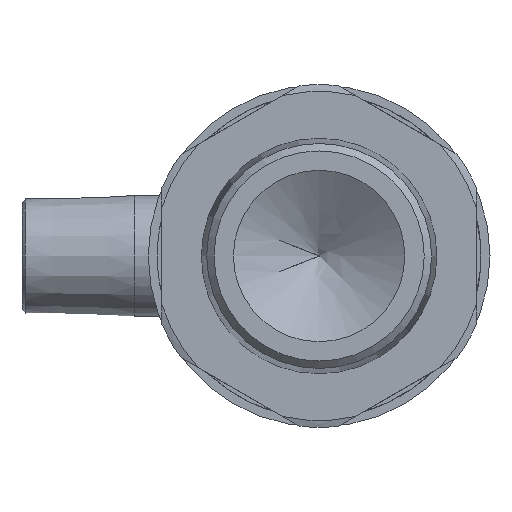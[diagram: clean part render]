
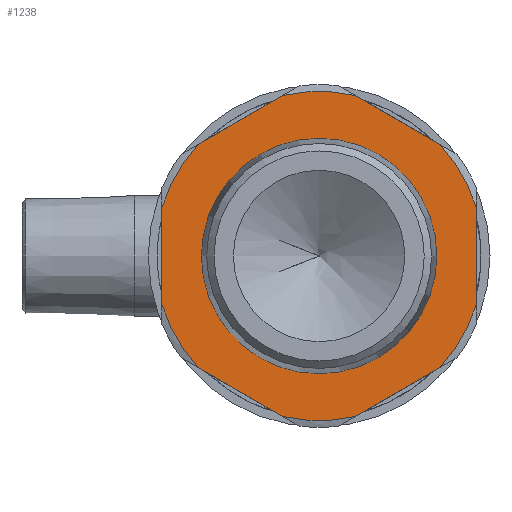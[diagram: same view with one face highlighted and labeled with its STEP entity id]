
A CAD part, left-side view. The second image highlights one B-rep face of the part: STEP entity #1238.
In plain terms, the highlighted planar face has unit normal (-1, 0, 0).
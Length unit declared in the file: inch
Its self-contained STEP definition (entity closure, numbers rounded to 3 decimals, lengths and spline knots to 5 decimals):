
#174=CARTESIAN_POINT('',(-2.96454,1.39553,0.0));
#175=VERTEX_POINT('',#174);
#176=CARTESIAN_POINT('',(-2.96454,0.88053,0.0));
#177=DIRECTION('',(1.0,0.0,0.0));
#178=DIRECTION('',(0.0,1.0,0.0));
#179=AXIS2_PLACEMENT_3D('',#176,#177,#178);
#180=CIRCLE('',#179,0.515);
#181=EDGE_CURVE('',#175,#175,#180,.T.);
#208=CARTESIAN_POINT('',(-2.96454,0.72156,0.70208));
#209=VERTEX_POINT('',#208);
#226=CARTESIAN_POINT('',(-2.96454,1.0395,0.70208));
#227=VERTEX_POINT('',#226);
#235=CARTESIAN_POINT('',(-2.96454,0.88053,0.0));
#236=DIRECTION('',(-1.0,0.0,0.0));
#237=DIRECTION('',(0.0,1.0,0.0));
#238=AXIS2_PLACEMENT_3D('',#235,#236,#237);
#239=CIRCLE('',#238,0.71985);
#240=EDGE_CURVE('',#209,#227,#239,.T.);
#264=CARTESIAN_POINT('',(-2.96454,0.19303,0.21337));
#265=VERTEX_POINT('',#264);
#282=CARTESIAN_POINT('',(-2.96454,0.352,0.48871));
#283=VERTEX_POINT('',#282);
#291=CARTESIAN_POINT('',(-2.96454,0.88053,0.0));
#292=DIRECTION('',(-1.0,0.0,0.0));
#293=DIRECTION('',(0.0,1.0,0.0));
#294=AXIS2_PLACEMENT_3D('',#291,#292,#293);
#295=CIRCLE('',#294,0.71985);
#296=EDGE_CURVE('',#265,#283,#295,.T.);
#320=CARTESIAN_POINT('',(-2.96454,0.352,-0.48871));
#321=VERTEX_POINT('',#320);
#340=CARTESIAN_POINT('',(-2.96454,0.19303,-0.21337));
#341=VERTEX_POINT('',#340);
#349=CARTESIAN_POINT('',(-2.96454,0.88053,0.0));
#350=DIRECTION('',(-1.0,0.0,0.0));
#351=DIRECTION('',(0.0,1.0,0.0));
#352=AXIS2_PLACEMENT_3D('',#349,#350,#351);
#353=CIRCLE('',#352,0.71985);
#354=EDGE_CURVE('',#321,#341,#353,.T.);
#378=CARTESIAN_POINT('',(-2.96454,1.0395,-0.70208));
#379=VERTEX_POINT('',#378);
#396=CARTESIAN_POINT('',(-2.96454,0.72156,-0.70208));
#397=VERTEX_POINT('',#396);
#407=CARTESIAN_POINT('',(-2.96454,0.88053,0.0));
#408=DIRECTION('',(-1.0,0.0,0.0));
#409=DIRECTION('',(0.0,1.0,0.0));
#410=AXIS2_PLACEMENT_3D('',#407,#408,#409);
#411=CIRCLE('',#410,0.71985);
#412=EDGE_CURVE('',#379,#397,#411,.T.);
#436=CARTESIAN_POINT('',(-2.96454,1.56803,-0.21337));
#437=VERTEX_POINT('',#436);
#454=CARTESIAN_POINT('',(-2.96454,1.40906,-0.48871));
#455=VERTEX_POINT('',#454);
#463=CARTESIAN_POINT('',(-2.96454,0.88053,0.0));
#464=DIRECTION('',(-1.0,0.0,0.0));
#465=DIRECTION('',(0.0,1.0,0.0));
#466=AXIS2_PLACEMENT_3D('',#463,#464,#465);
#467=CIRCLE('',#466,0.71985);
#468=EDGE_CURVE('',#437,#455,#467,.T.);
#886=CARTESIAN_POINT('',(-2.96454,1.40906,0.48871));
#887=VERTEX_POINT('',#886);
#904=CARTESIAN_POINT('',(-2.96454,1.56803,0.21337));
#905=VERTEX_POINT('',#904);
#913=CARTESIAN_POINT('',(-2.96454,0.88053,0.0));
#914=DIRECTION('',(-1.0,0.0,0.0));
#915=DIRECTION('',(0.0,1.0,0.0));
#916=AXIS2_PLACEMENT_3D('',#913,#914,#915);
#917=CIRCLE('',#916,0.71985);
#918=EDGE_CURVE('',#887,#905,#917,.T.);
#1034=CARTESIAN_POINT('',(-2.96454,1.56803,-0.21337));
#1035=DIRECTION('',(0.0,0.0,1.0));
#1036=VECTOR('',#1035,0.42673);
#1037=LINE('',#1034,#1036);
#1038=EDGE_CURVE('',#437,#905,#1037,.T.);
#1076=CARTESIAN_POINT('',(-2.96454,1.0395,-0.70208));
#1077=DIRECTION('',(0.0,0.866,0.5));
#1078=VECTOR('',#1077,0.42673);
#1079=LINE('',#1076,#1078);
#1080=EDGE_CURVE('',#379,#455,#1079,.T.);
#1118=CARTESIAN_POINT('',(-2.96454,0.352,-0.48871));
#1119=DIRECTION('',(0.0,0.866,-0.5));
#1120=VECTOR('',#1119,0.42673);
#1121=LINE('',#1118,#1120);
#1122=EDGE_CURVE('',#321,#397,#1121,.T.);
#1160=CARTESIAN_POINT('',(-2.96454,0.19303,0.21337));
#1161=DIRECTION('',(0.0,0.0,-1.0));
#1162=VECTOR('',#1161,0.42673);
#1163=LINE('',#1160,#1162);
#1164=EDGE_CURVE('',#265,#341,#1163,.T.);
#1202=CARTESIAN_POINT('',(-2.96454,0.72156,0.70208));
#1203=DIRECTION('',(0.0,-0.866,-0.5));
#1204=VECTOR('',#1203,0.42673);
#1205=LINE('',#1202,#1204);
#1206=EDGE_CURVE('',#209,#283,#1205,.T.);
#1211=CARTESIAN_POINT('',(-2.96454,0.88053,0.));
#1212=DIRECTION('',(1.0,0.0,0.0));
#1213=DIRECTION('',(0.0,0.0,-1.0));
#1214=AXIS2_PLACEMENT_3D('',#1211,#1212,#1213);
#1215=PLANE('',#1214);
#1216=ORIENTED_EDGE('',*,*,#918,.T.);
#1217=ORIENTED_EDGE('',*,*,#1038,.F.);
#1218=ORIENTED_EDGE('',*,*,#468,.T.);
#1219=ORIENTED_EDGE('',*,*,#1080,.F.);
#1220=ORIENTED_EDGE('',*,*,#412,.T.);
#1221=ORIENTED_EDGE('',*,*,#1122,.F.);
#1222=ORIENTED_EDGE('',*,*,#354,.T.);
#1223=ORIENTED_EDGE('',*,*,#1164,.F.);
#1224=ORIENTED_EDGE('',*,*,#296,.T.);
#1225=ORIENTED_EDGE('',*,*,#1206,.F.);
#1226=ORIENTED_EDGE('',*,*,#240,.T.);
#1227=CARTESIAN_POINT('',(-2.96454,1.40906,0.48871));
#1228=DIRECTION('',(0.0,-0.866,0.5));
#1229=VECTOR('',#1228,0.42673);
#1230=LINE('',#1227,#1229);
#1231=EDGE_CURVE('',#887,#227,#1230,.T.);
#1232=ORIENTED_EDGE('',*,*,#1231,.F.);
#1233=EDGE_LOOP('',(#1216,#1217,#1218,#1219,#1220,#1221,#1222,#1223,#1224,#1225,#1226,#1232));
#1234=FACE_OUTER_BOUND('',#1233,.T.);
#1235=ORIENTED_EDGE('',*,*,#181,.T.);
#1236=EDGE_LOOP('',(#1235));
#1237=FACE_BOUND('',#1236,.T.);
#1238=ADVANCED_FACE('',(#1234,#1237),#1215,.F.);
